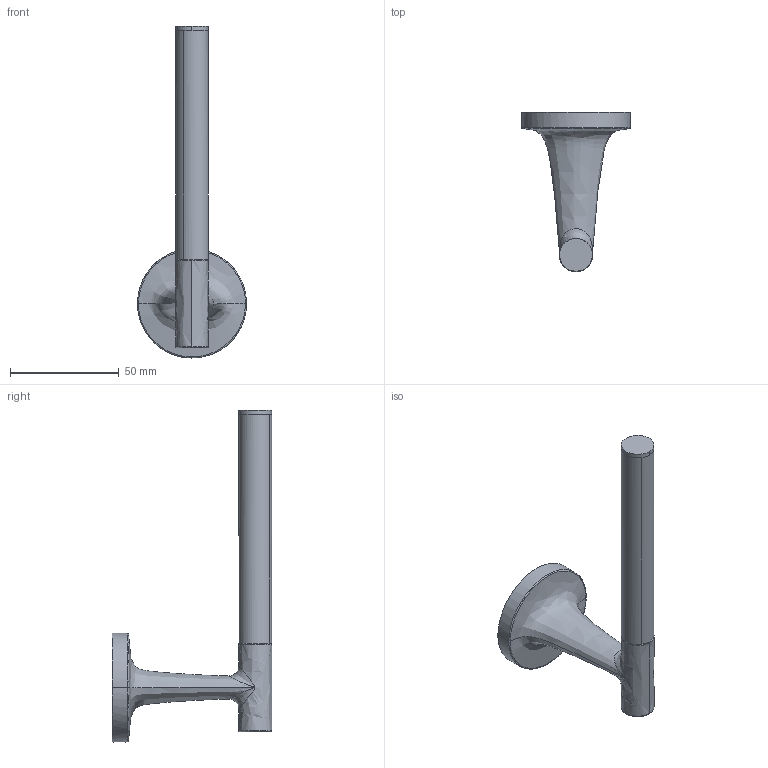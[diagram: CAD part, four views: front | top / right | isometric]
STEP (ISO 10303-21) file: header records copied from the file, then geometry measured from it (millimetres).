
FILE_DESCRIPTION(/* description */ (''),/* implementation_level */ '2;1');
FILE_NAME(/* name */ '009939',/* time_stamp */ '2019-02-13T10:28:11+01:00',/* author */ (''),/* organization */ (''),/* preprocessor_version */ 'ST-DEVELOPER v15',/* originating_system */ '',/* authorisation */ '');
FILE_SCHEMA (('AUTOMOTIVE_DESIGN'));
Length unit declared in the file: millimetre
Products named in the file (1): Document
Bounding box: 50 x 73.2 x 152.3 mm (x, y, z)
Volume: 3779.6 mm3; surface area: 22002.5 mm2
Topology: 1 solids, 3 shells, 111 faces, 285 edges, 162 vertices
Faces by surface type: bspline 111
Entity records: 20147 total; most frequent: CARTESIAN_POINT 16778, B_SPLINE_CURVE_WITH_KNOTS 640, ORIENTED_EDGE 533, PCURVE 533, DEFINITIONAL_REPRESENTATION 533, SURFACE_CURVE 283, EDGE_CURVE 283, VERTEX_POINT 162
